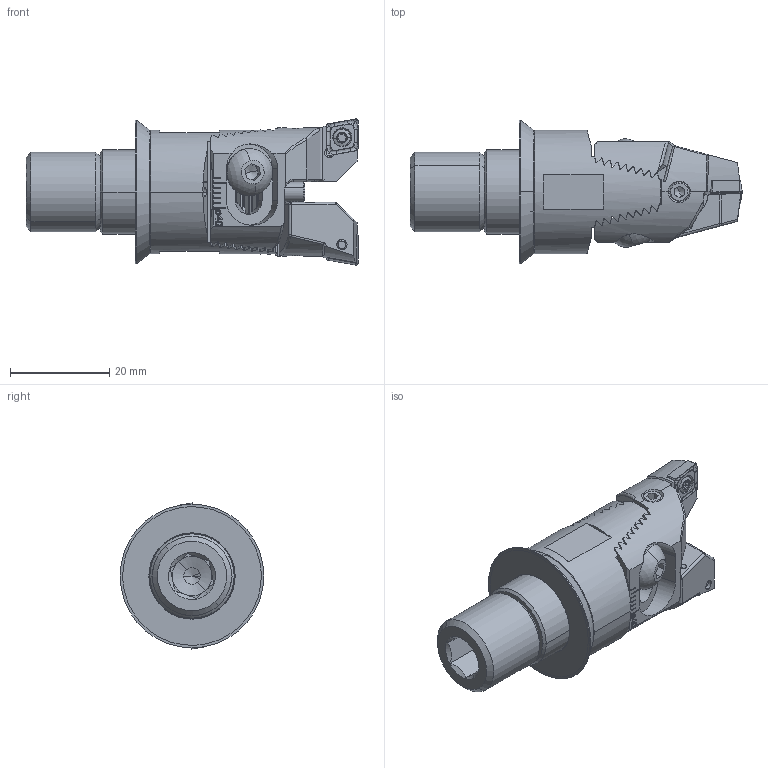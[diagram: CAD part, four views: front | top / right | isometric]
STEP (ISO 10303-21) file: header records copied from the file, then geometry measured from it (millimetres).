
FILE_DESCRIPTION (( 'STEP AP203' ), '1' );
FILE_NAME ('D00.025.031.045.STEP', '2018-03-06T15:14:26', ( 'SWIAdmin' ), ( 'Hewlett-Packard Company' ), 'SwSTEP 2.0', 'SolidWorks 2017', '' );
FILE_SCHEMA (( 'CONFIG_CONTROL_DESIGN' ));
Length unit declared in the file: millimetre
Products named in the file (15): HP5-ER2.012.030_A; CCMT060204; D29-D25.HP5.003_A; WCA-ER2.001.006_B; D00.025.031.045; Z25-WCA.001.016; Z25-ER1.002.012_A; Z25-ER1.003.012_A_gespannt; HP5-Z25.030.045_A; Z25-ER1.001.012; ZC2-xxx.001.016_A; Z20-ER2.001.013_A; WCA-ER2.001.006_A; D28-D25.HP5.003_A; Z25-ER3.001.010_A
Assembly tree (19 placements, depth 3):
  D00.025.031.045
    HP5-Z25.030.045_A
    Z25-WCA.001.016
      ZC2-xxx.001.016_A  x2
      WCA-ER2.001.006_A
      Z25-ER3.001.010_A  x2
      CCMT060204  x2
      WCA-ER2.001.006_B  x2
    Z25-ER1.001.012
      Z25-ER1.002.012_A
      Z25-ER1.003.012_A_gespannt
    Z25-ER1.002.012_A
    Z20-ER2.001.013_A
    D28-D25.HP5.003_A
    HP5-ER2.012.030_A
    D29-D25.HP5.003_A
Bounding box: 67 x 29 x 29.5 mm (x, y, z)
Volume: 20662.5 mm3; surface area: 14860.7 mm2
Topology: 17 solids, 17 shells, 1044 faces, 2720 edges, 1707 vertices
Faces by surface type: plane 504, cylinder 256, cone 138, bspline 92, torus 32, sphere 22
Entity records: 26001 total; most frequent: CARTESIAN_POINT 8593, ORIENTED_EDGE 3600, DIRECTION 2941, EDGE_CURVE 1800, VERTEX_POINT 1139, AXIS2_PLACEMENT_3D 1069, VECTOR 803, LINE 803
